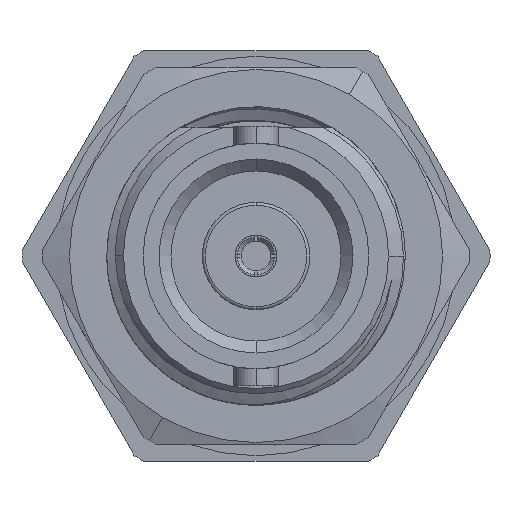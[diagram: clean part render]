
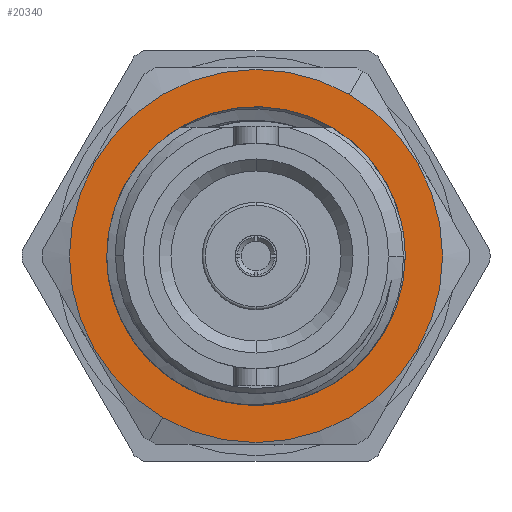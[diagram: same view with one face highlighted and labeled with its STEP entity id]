
A CAD part, left-side view. The second image highlights one B-rep face of the part: STEP entity #20340.
In plain terms, the highlighted planar face has unit normal (-1, 0, 0).
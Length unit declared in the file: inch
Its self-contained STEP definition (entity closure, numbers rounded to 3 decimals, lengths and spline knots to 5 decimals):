
#10 = CARTESIAN_POINT ( 'NONE',  ( 0.51979, -0.15625, 0.27063 ) ) ;
#170 = ORIENTED_EDGE ( 'NONE', *, *, #19115, .F. ) ;
#1272 = VERTEX_POINT ( 'NONE', #10651 ) ;
#1279 = AXIS2_PLACEMENT_3D ( 'NONE', #17798, #21380, #14648 ) ;
#1403 = AXIS2_PLACEMENT_3D ( 'NONE', #6478, #20088, #15206 ) ;
#2494 = CARTESIAN_POINT ( 'NONE',  ( 0.51979, 0., 0. ) ) ;
#2709 = DIRECTION ( 'NONE',  ( -1., 0., 0. ) ) ;
#2875 = PLANE ( 'NONE',  #1279 ) ;
#3392 = VERTEX_POINT ( 'NONE', #10 ) ;
#3398 = CIRCLE ( 'NONE', #7564, 0.25 ) ;
#3553 = ORIENTED_EDGE ( 'NONE', *, *, #6589, .T. ) ;
#3691 = CARTESIAN_POINT ( 'NONE',  ( 0.51979, -0.00902, 0.24984 ) ) ;
#4142 = ORIENTED_EDGE ( 'NONE', *, *, #9222, .T. ) ;
#4810 = CARTESIAN_POINT ( 'NONE',  ( 0.51979, 0., 0. ) ) ;
#5006 = EDGE_LOOP ( 'NONE', ( #4142, #3553 ) ) ;
#5318 = VERTEX_POINT ( 'NONE', #3691 ) ;
#5807 = EDGE_LOOP ( 'NONE', ( #170, #20165 ) ) ;
#6478 = CARTESIAN_POINT ( 'NONE',  ( 0.51979, 0., 0. ) ) ;
#6589 = EDGE_CURVE ( 'NONE', #3392, #19056, #9314, .T. ) ;
#7564 = AXIS2_PLACEMENT_3D ( 'NONE', #12979, #16347, #17970 ) ;
#9222 = EDGE_CURVE ( 'NONE', #19056, #3392, #12464, .T. ) ;
#9314 = CIRCLE ( 'NONE', #14835, 0.3125 ) ;
#10651 = CARTESIAN_POINT ( 'NONE',  ( 0.51979, 0.17029, 0.18304 ) ) ;
#11041 = DIRECTION ( 'NONE',  ( 0., 0.5, -0.866 ) ) ;
#11098 = FACE_OUTER_BOUND ( 'NONE', #5006, .T. ) ;
#11403 = DIRECTION ( 'NONE',  ( 0., 0.5, -0.866 ) ) ;
#11605 = AXIS2_PLACEMENT_3D ( 'NONE', #4810, #19845, #11403 ) ;
#12464 = CIRCLE ( 'NONE', #1403, 0.3125 ) ;
#12821 = FACE_BOUND ( 'NONE', #5807, .T. ) ;
#12979 = CARTESIAN_POINT ( 'NONE',  ( 0.51979, 0., 0. ) ) ;
#14648 = DIRECTION ( 'NONE',  ( 0., 1., 0. ) ) ;
#14835 = AXIS2_PLACEMENT_3D ( 'NONE', #2494, #2709, #11041 ) ;
#15206 = DIRECTION ( 'NONE',  ( 0., 0.5, -0.866 ) ) ;
#16288 = CARTESIAN_POINT ( 'NONE',  ( 0.51979, 0.15625, -0.27063 ) ) ;
#16347 = DIRECTION ( 'NONE',  ( -1., 0., 0. ) ) ;
#17798 = CARTESIAN_POINT ( 'NONE',  ( 0.51979, 0., 0. ) ) ;
#17970 = DIRECTION ( 'NONE',  ( 0., 0.5, -0.866 ) ) ;
#19056 = VERTEX_POINT ( 'NONE', #16288 ) ;
#19115 = EDGE_CURVE ( 'NONE', #1272, #5318, #20621, .T. ) ;
#19845 = DIRECTION ( 'NONE',  ( -1., 0., 0. ) ) ;
#20088 = DIRECTION ( 'NONE',  ( -1., 0., 0. ) ) ;
#20165 = ORIENTED_EDGE ( 'NONE', *, *, #20913, .F. ) ;
#20340 = ADVANCED_FACE ( 'NONE', ( #12821, #11098 ), #2875, .T. ) ;
#20621 = CIRCLE ( 'NONE', #11605, 0.25 ) ;
#20913 = EDGE_CURVE ( 'NONE', #5318, #1272, #3398, .T. ) ;
#21380 = DIRECTION ( 'NONE',  ( -1., 0., 0. ) ) ;
